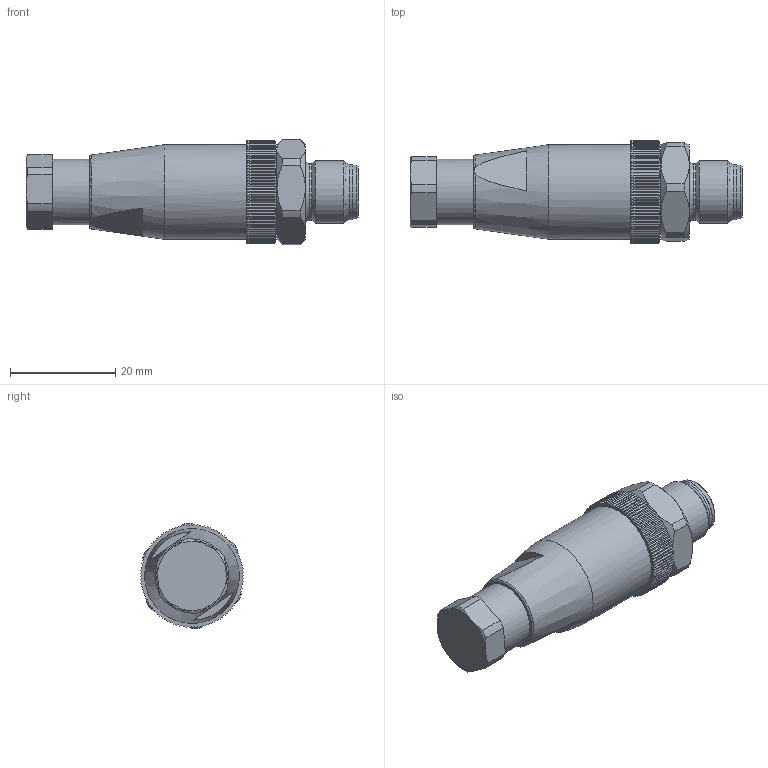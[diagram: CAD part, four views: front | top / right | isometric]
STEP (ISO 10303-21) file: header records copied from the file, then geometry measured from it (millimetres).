
FILE_DESCRIPTION(/* description */ (''),/* implementation_level */ '2;1');
FILE_NAME(/* name */ 'WASCE5K.stp',/* time_stamp */ '2016-12-09T09:42:11+01:00',/* author */ (''),/* organization */ (''),/* preprocessor_version */ 'ST-DEVELOPER v16',/* originating_system */ 'SIEMENS PLM Software NX 10.0',/* authorisation */ '');
FILE_SCHEMA (('AUTOMOTIVE_DESIGN { 1 0 10303 214 3 1 1 1 }'));
Length unit declared in the file: millimetre
Products named in the file (1): kbor9A18yi4z
Bounding box: 63.1 x 19.6 x 20 mm (x, y, z)
Volume: 12111.1 mm3; surface area: 4315.7 mm2
Topology: 1 solids, 1 shells, 407 faces, 1176 edges, 778 vertices
Faces by surface type: plane 241, cylinder 130, cone 28, sphere 5, torus 3
Full cylindrical faces by diameter (mm): 1 x5, 8.3 x1, 10.3 x1, 10.5 x1, 10.7 x1, 12 x1, 12.5 x1, 13.9 x1, 18 x1
Entity records: 13370 total; most frequent: CARTESIAN_POINT 3086, ORIENTED_EDGE 2258, DIRECTION 1996, EDGE_CURVE 1129, VERTEX_POINT 759, AXIS2_PLACEMENT_3D 709, LINE 578, VECTOR 578
